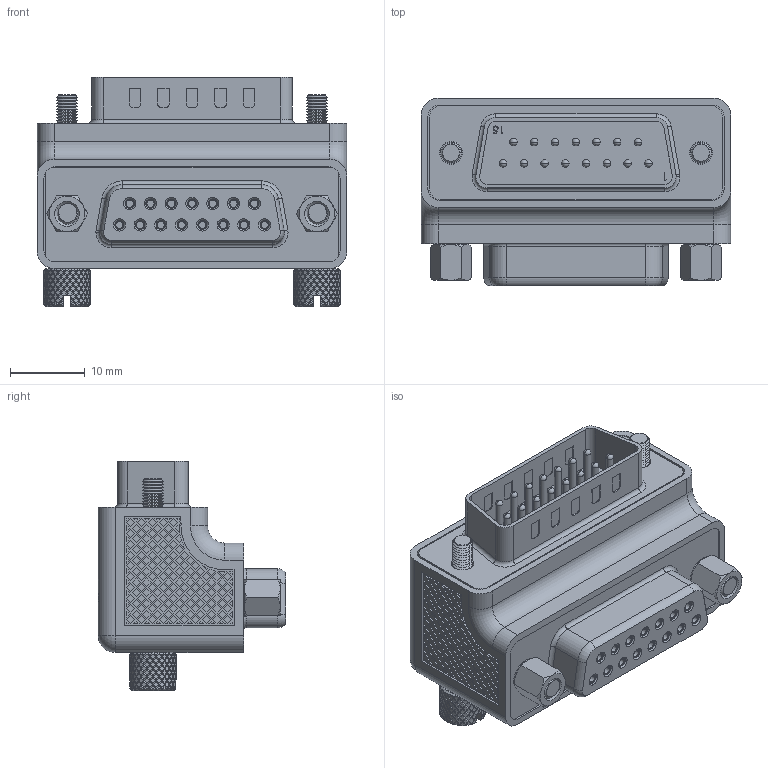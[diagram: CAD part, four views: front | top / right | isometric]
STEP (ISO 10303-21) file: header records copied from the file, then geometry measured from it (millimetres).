
FILE_DESCRIPTION (( 'STEP AP214' ), '1' );
FILE_NAME ('DG9015MF3.STEP', '2018-03-09T17:28:59', ( '' ), ( '' ), 'SwSTEP 2.0', 'SolidWorks 2017', '' );
FILE_SCHEMA (( 'AUTOMOTIVE_DESIGN' ));
Length unit declared in the file: inch
Products named in the file (7): 1AJ10-005_1AJ10-006; SD15P; MTN-376; MTN-369; DG9015MF3; 1AJ06-050; 1AC08-014
Assembly tree (8 placements, depth 2):
  DG9015MF3
    MTN-369
    1AJ06-050  x2
    1AJ10-005_1AJ10-006  x2
    MTN-376
    1AC08-014
    SD15P
Bounding box: 41.27 x 25.02 x 30.58 mm (x, y, z)
Volume: 19738.4 mm3; surface area: 16092.4 mm2
Topology: 29 solids, 29 shells, 5518 faces, 12678 edges, 7608 vertices
Faces by surface type: plane 2289, bspline 1928, cylinder 976, cone 186, torus 97, sphere 42
Entity records: 149906 total; most frequent: CARTESIAN_POINT 55811, ORIENTED_EDGE 19750, DIRECTION 14994, EDGE_CURVE 9875, VERTEX_POINT 6125, VECTOR 5890, LINE 5890, EDGE_LOOP 4764
